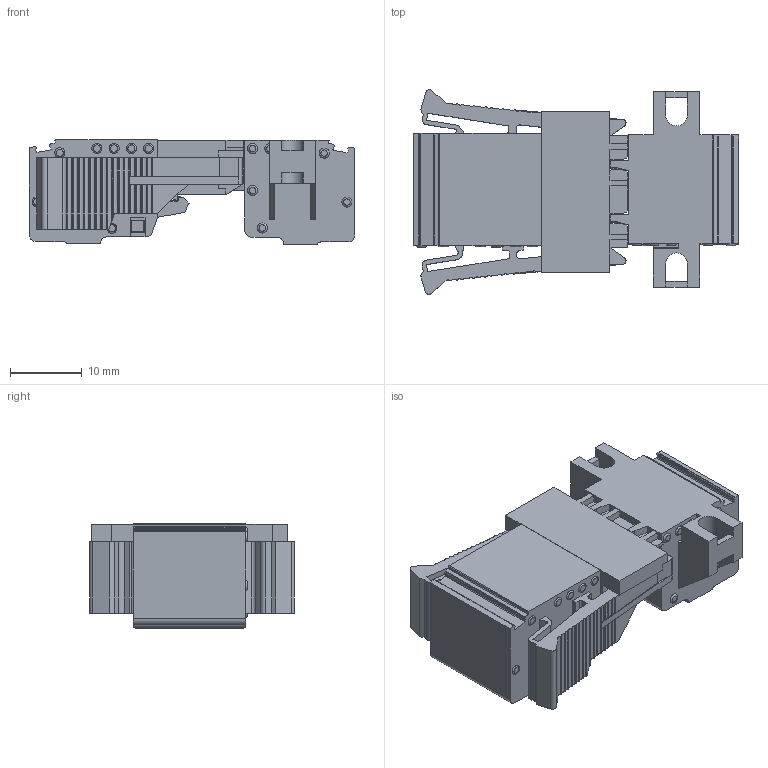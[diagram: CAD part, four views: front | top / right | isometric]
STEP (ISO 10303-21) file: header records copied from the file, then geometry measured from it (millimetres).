
FILE_DESCRIPTION(/* description */ ('Unknown'),/* implementation_level */ '2;1');
FILE_NAME(/* name */ 'DPSC7.50PM-2W_3D_SOLID',/* time_stamp */ '2025-02-19T11:10:35+06:00',/* author */ ('Unknown'),/* organization */ ('Unknown'),/* preprocessor_version */ 'ST-DEVELOPER v16.7',/* originating_system */ 'Solid Edge',/* authorisation */ 'Unknown');
FILE_SCHEMA (('AUTOMOTIVE_DESIGN {1 0 10303 214 3 1 1}'));
Length unit declared in the file: millimetre
Products named in the file (1): DPSC7.50PM-2W_3D_SOLID
Bounding box: 45.26 x 28.42 x 14.5 mm (x, y, z)
Volume: 9053.3 mm3; surface area: 7817.9 mm2
Topology: 1 solids, 1 shells, 1089 faces, 3157 edges, 2077 vertices
Faces by surface type: plane 771, cylinder 243, bspline 45, torus 16, cone 8, sphere 6
Full cylindrical faces by diameter (mm): 1.5 x1, 1.8 x1, 2.9 x2, 3.7 x2
Entity records: 44188 total; most frequent: CARTESIAN_POINT 7851, ORIENTED_EDGE 6248, DIRECTION 5609, EDGE_CURVE 3124, LINE 2371, VECTOR 2371, VERTEX_POINT 2080, AXIS2_PLACEMENT_3D 1619
